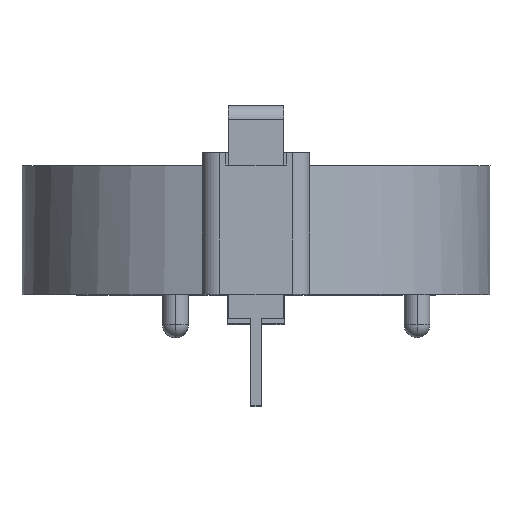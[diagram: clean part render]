
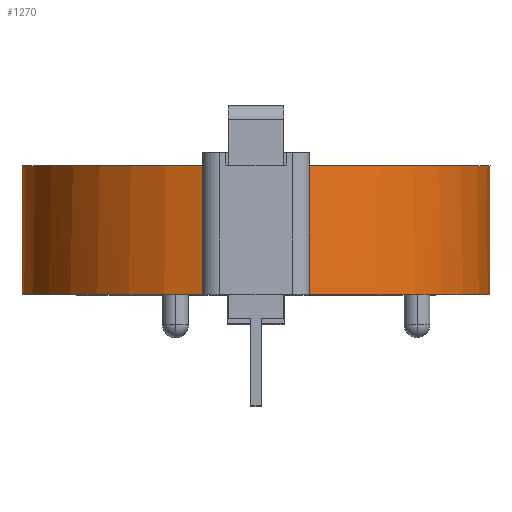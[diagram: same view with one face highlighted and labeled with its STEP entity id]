
A CAD part, top view. The second image highlights one B-rep face of the part: STEP entity #1270.
In plain terms, the highlighted cylindrical face has radius 13.843 mm (diameter 27.686 mm), a partial arc.
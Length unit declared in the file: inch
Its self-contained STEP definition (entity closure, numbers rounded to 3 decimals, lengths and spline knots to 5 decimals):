
#7 = ORIENTED_EDGE ( 'NONE', *, *, #98, .F. ) ;
#11 = EDGE_CURVE ( 'NONE', #1843, #136, #1003, .T. ) ;
#95 = ORIENTED_EDGE ( 'NONE', *, *, #2239, .T. ) ;
#98 = EDGE_CURVE ( 'NONE', #526, #1843, #850, .T. ) ;
#136 = VERTEX_POINT ( 'NONE', #1220 ) ;
#147 = VECTOR ( 'NONE', #3137, 39.37008 ) ;
#157 = ORIENTED_EDGE ( 'NONE', *, *, #869, .T. ) ;
#177 = CARTESIAN_POINT ( 'NONE',  ( 0.48291, 0.29861, -0.25631 ) ) ;
#274 = EDGE_CURVE ( 'NONE', #350, #526, #2030, .T. ) ;
#350 = VERTEX_POINT ( 'NONE', #2178 ) ;
#358 = CARTESIAN_POINT ( 'NONE',  ( -0.125, 0.1, 0.53047 ) ) ;
#378 = CARTESIAN_POINT ( 'NONE',  ( 0., 0.1, 0. ) ) ;
#449 = EDGE_CURVE ( 'NONE', #2933, #350, #2434, .T. ) ;
#466 = DIRECTION ( 'NONE',  ( 0., 0., -1. ) ) ;
#516 = VERTEX_POINT ( 'NONE', #2797 ) ;
#526 = VERTEX_POINT ( 'NONE', #1552 ) ;
#596 = CARTESIAN_POINT ( 'NONE',  ( 0., 0.1, 0. ) ) ;
#703 = LINE ( 'NONE', #1440, #147 ) ;
#766 = CARTESIAN_POINT ( 'NONE',  ( -0.50168, 0.34985, -0.21728 ) ) ;
#800 = VERTEX_POINT ( 'NONE', #1389 ) ;
#850 = CIRCLE ( 'NONE', #917, 0.545 ) ;
#869 = EDGE_CURVE ( 'NONE', #2933, #1326, #703, .T. ) ;
#917 = AXIS2_PLACEMENT_3D ( 'NONE', #2701, #1986, #2918 ) ;
#945 = CARTESIAN_POINT ( 'NONE',  ( 0.45965, 0.247, -0.29283 ) ) ;
#953 = ORIENTED_EDGE ( 'NONE', *, *, #274, .F. ) ;
#1003 =( BOUNDED_CURVE ( )  B_SPLINE_CURVE ( 3, ( #1645, #1635, #177, #945 ),
 .UNSPECIFIED., .F., .T. ) 
 B_SPLINE_CURVE_WITH_KNOTS ( ( 4, 4 ),
 ( 1.333, 1.5708 ),
 .UNSPECIFIED. ) 
 CURVE ( )  GEOMETRIC_REPRESENTATION_ITEM ( )  RATIONAL_B_SPLINE_CURVE ( ( 1., 0.995, 0.995, 1. ) ) 
 REPRESENTATION_ITEM ( '' )  );
#1056 = CARTESIAN_POINT ( 'NONE',  ( -0.45965, 0.247, -0.29283 ) ) ;
#1074 = CARTESIAN_POINT ( 'NONE',  ( 0.51569, 0.4, -0.17631 ) ) ;
#1148 = AXIS2_PLACEMENT_3D ( 'NONE', #596, #1853, #1323 ) ;
#1220 = CARTESIAN_POINT ( 'NONE',  ( 0.45965, 0.247, -0.29283 ) ) ;
#1270 = ADVANCED_FACE ( 'NONE', ( #2543 ), #2886, .T. ) ;
#1288 = CARTESIAN_POINT ( 'NONE',  ( -0.48291, 0.29861, -0.25631 ) ) ;
#1323 = DIRECTION ( 'NONE',  ( 0., 0., 1. ) ) ;
#1326 = VERTEX_POINT ( 'NONE', #1637 ) ;
#1389 = CARTESIAN_POINT ( 'NONE',  ( -0.51569, 0.4, -0.17631 ) ) ;
#1399 = CARTESIAN_POINT ( 'NONE',  ( 0.125, 0.1, 0.53047 ) ) ;
#1440 = CARTESIAN_POINT ( 'NONE',  ( -0.125, 0.1, 0.53047 ) ) ;
#1536 = AXIS2_PLACEMENT_3D ( 'NONE', #378, #1606, #2617 ) ;
#1552 = CARTESIAN_POINT ( 'NONE',  ( 0.125, 0.4, 0.53047 ) ) ;
#1606 = DIRECTION ( 'NONE',  ( 0., 1., 0. ) ) ;
#1635 = CARTESIAN_POINT ( 'NONE',  ( 0.50168, 0.34985, -0.21728 ) ) ;
#1637 = CARTESIAN_POINT ( 'NONE',  ( -0.125, 0.4, 0.53047 ) ) ;
#1645 = CARTESIAN_POINT ( 'NONE',  ( 0.51569, 0.4, -0.17631 ) ) ;
#1660 = CARTESIAN_POINT ( 'NONE',  ( 0., 0.247, 0. ) ) ;
#1679 = ORIENTED_EDGE ( 'NONE', *, *, #449, .F. ) ;
#1843 = VERTEX_POINT ( 'NONE', #1074 ) ;
#1853 = DIRECTION ( 'NONE',  ( 0., -1., 0. ) ) ;
#1860 = DIRECTION ( 'NONE',  ( 0., 0., 1. ) ) ;
#1986 = DIRECTION ( 'NONE',  ( 0., 1., 0. ) ) ;
#2022 = AXIS2_PLACEMENT_3D ( 'NONE', #2106, #2097, #1860 ) ;
#2030 = LINE ( 'NONE', #1399, #2126 ) ;
#2060 = EDGE_CURVE ( 'NONE', #800, #516, #2169, .T. ) ;
#2083 = AXIS2_PLACEMENT_3D ( 'NONE', #1660, #2668, #466 ) ;
#2097 = DIRECTION ( 'NONE',  ( 0., -1., 0. ) ) ;
#2105 = DIRECTION ( 'NONE',  ( 0., 1., 0. ) ) ;
#2106 = CARTESIAN_POINT ( 'NONE',  ( 0., 0.4, 0. ) ) ;
#2126 = VECTOR ( 'NONE', #2105, 39.37008 ) ;
#2169 =( BOUNDED_CURVE ( )  B_SPLINE_CURVE ( 3, ( #2255, #766, #1288, #1056 ),
 .UNSPECIFIED., .F., .F. ) 
 B_SPLINE_CURVE_WITH_KNOTS ( ( 4, 4 ),
 ( 1.333, 1.5708 ),
 .UNSPECIFIED. ) 
 CURVE ( )  GEOMETRIC_REPRESENTATION_ITEM ( )  RATIONAL_B_SPLINE_CURVE ( ( 1., 0.995, 0.995, 1. ) ) 
 REPRESENTATION_ITEM ( '' )  );
#2178 = CARTESIAN_POINT ( 'NONE',  ( 0.125, 0.1, 0.53047 ) ) ;
#2239 = EDGE_CURVE ( 'NONE', #1326, #800, #2387, .T. ) ;
#2255 = CARTESIAN_POINT ( 'NONE',  ( -0.51569, 0.4, -0.17631 ) ) ;
#2387 = CIRCLE ( 'NONE', #2022, 0.545 ) ;
#2434 = CIRCLE ( 'NONE', #1148, 0.545 ) ;
#2543 = FACE_OUTER_BOUND ( 'NONE', #2829, .T. ) ;
#2576 = ORIENTED_EDGE ( 'NONE', *, *, #3139, .F. ) ;
#2616 = ORIENTED_EDGE ( 'NONE', *, *, #2060, .T. ) ;
#2617 = DIRECTION ( 'NONE',  ( 0., 0., 1. ) ) ;
#2668 = DIRECTION ( 'NONE',  ( 0., 1., 0. ) ) ;
#2701 = CARTESIAN_POINT ( 'NONE',  ( 0., 0.4, 0. ) ) ;
#2797 = CARTESIAN_POINT ( 'NONE',  ( -0.45965, 0.247, -0.29283 ) ) ;
#2829 = EDGE_LOOP ( 'NONE', ( #7, #953, #1679, #157, #95, #2616, #2576, #3087 ) ) ;
#2886 = CYLINDRICAL_SURFACE ( 'NONE', #1536, 0.545 ) ;
#2918 = DIRECTION ( 'NONE',  ( 0., 0., 1. ) ) ;
#2933 = VERTEX_POINT ( 'NONE', #358 ) ;
#2941 = CIRCLE ( 'NONE', #2083, 0.545 ) ;
#3087 = ORIENTED_EDGE ( 'NONE', *, *, #11, .F. ) ;
#3137 = DIRECTION ( 'NONE',  ( 0., 1., 0. ) ) ;
#3139 = EDGE_CURVE ( 'NONE', #136, #516, #2941, .T. ) ;
